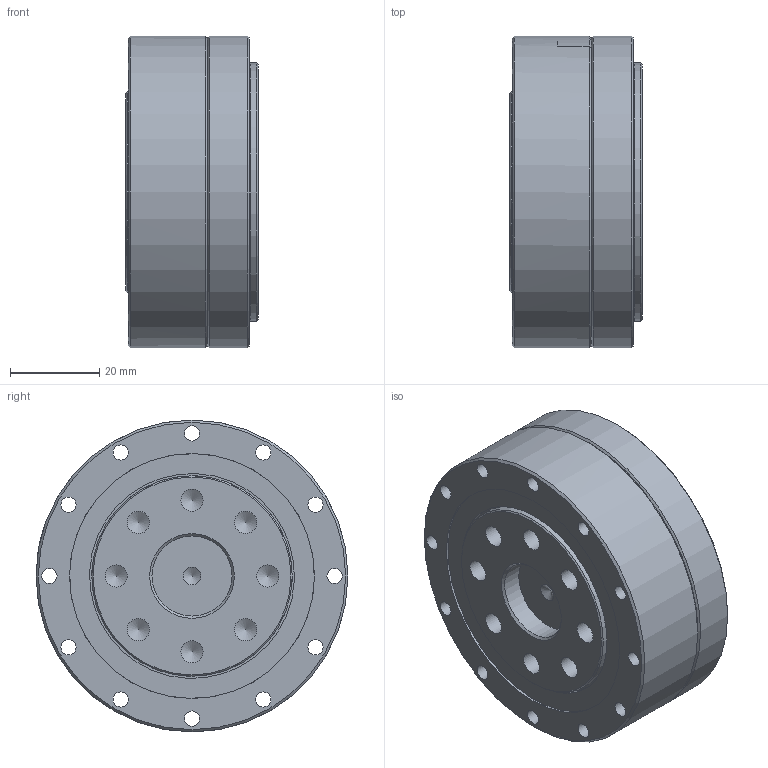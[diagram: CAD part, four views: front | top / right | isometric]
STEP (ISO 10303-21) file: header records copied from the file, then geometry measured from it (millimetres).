
FILE_DESCRIPTION(/* description */ ('STEP AP242','CAx-IF Rec.Pracs.---Representation and Presentation of Product Manufacturing Information (PMI)---4.0---2014-10-13','CAx-IF Rec.Pracs.---3D Tessellated Geometry---0.4---2014-09-14','2;1'),/* implementation_level */ '2;1');
FILE_NAME(/* name */ '68877b71d802c55501152f86',/* time_stamp */ '2025-07-28T13:30:26Z',/* author */ (''),/* organization */ (''),/* preprocessor_version */ 'ST-DEVELOPER v20',/* originating_system */ 'ONSHAPE BY PTC INC, 1.201',/* authorisation */ ' ');
FILE_SCHEMA (('AP242_MANAGED_MODEL_BASED_3D_ENGINEERING_MIM_LF { 1 0 10303 442 1 1 4 }'));
Length unit declared in the file: metre
Products named in the file (13): CD-20; ????????M2�6_??; 20-??; hexagon socket head cap screws gb_GB_FASTENER_SCREWS_HSHCS M4X8-N; CD-20???? <1>; 20????; ??-STXB-20-050-CV0; ????-??-CSF-20; 20-??????
Assembly tree (22 placements, depth 3):
  CD-20
    ????????M2�6_??  x4
    20-??
    hexagon socket head cap screws gb_GB_FASTENER_SCREWS_HSHCS M4X8-N  x8
    CD-20???? <1>
      20????
      ??-STXB-20-050-CV0
    20-??
    CD-20???? <1>
      ????-??-CSF-20
      20-??????
      20-??????
      20-??????
Bounding box: 29.7 x 70 x 70 mm (x, y, z)
Volume: 79270.1 mm3; surface area: 54353 mm2
Topology: 20 solids, 20 shells, 457 faces, 1030 edges, 654 vertices
Faces by surface type: plane 210, cylinder 129, cone 79, torus 34, bspline 5
Full cylindrical faces by diameter (mm): 1.6 x4, 2 x4, 2.05 x1, 2.4 x4, 2.5 x4, 2.9 x1, 3.3 x8, 3.4 x24, 3.8 x4, 4 x8, 4.3 x4, 4.5 x8, 5 x9, 7 x8, 14.2 x1, 16 x2, 18 x1, 20 x1, 32 x1, 35.56 x1, 38.366 x2, 40 x1, 45 x3, 46 x1, 46.399 x2, 49.068 x2, 49.5 x2, 49.547 x1, 50.5 x1, 51.068 x1
Entity records: 8257 total; most frequent: CARTESIAN_POINT 2337, DIRECTION 1235, ORIENTED_EDGE 766, FACE_BOUND 584, AXIS2_PLACEMENT_3D 576, EDGE_LOOP 560, EDGE_CURVE 383, VERTEX_POINT 361
